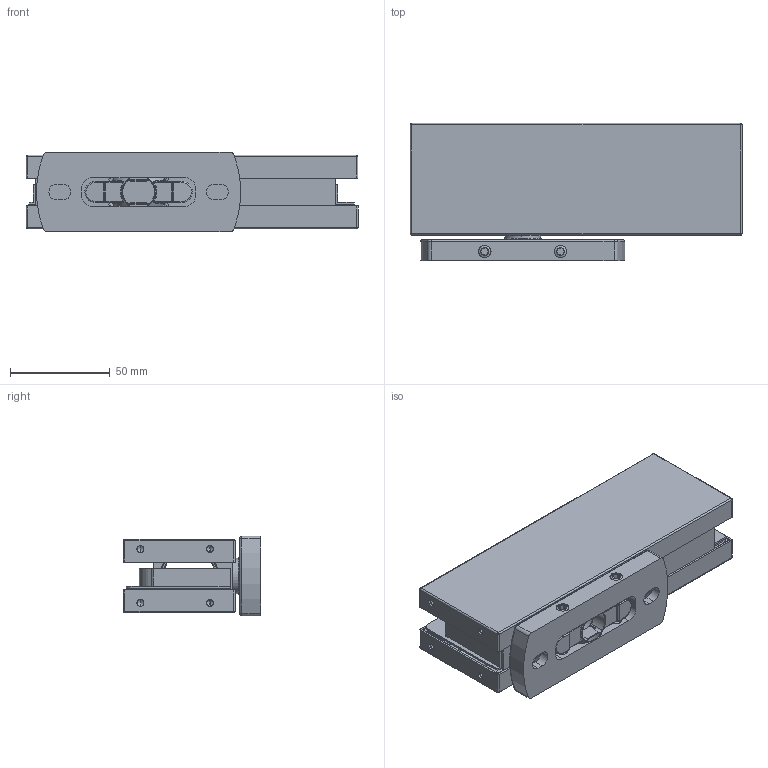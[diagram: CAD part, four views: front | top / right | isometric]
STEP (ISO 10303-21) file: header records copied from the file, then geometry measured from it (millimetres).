
FILE_DESCRIPTION(('STEP AP203'),'1');
FILE_NAME('101E10.step','2023-07-12T10:05:44',(' '),(' '),'Spatial InterOp 3D',' ',' ');
FILE_SCHEMA(('CONFIG_CONTROL_DESIGN'));
Length unit declared in the file: millimetre
Products named in the file (17): 1; 2; 3; 4; 5; 6; 7; 8; 9; 10; 11; 12; 13; 14; 15; 16; 17
Bounding box: 166.52 x 68.8 x 40 mm (x, y, z)
Volume: 220893.1 mm3; surface area: 161171.6 mm2
Topology: 17 solids, 17 shells, 824 faces, 2102 edges, 1277 vertices
Faces by surface type: cylinder 355, plane 235, cone 100, torus 48, bspline 46, sphere 40
Entity records: 29767 total; most frequent: CARTESIAN_POINT 8889, DIRECTION 4487, ORIENTED_EDGE 4096, EDGE_CURVE 2048, AXIS2_PLACEMENT_3D 1783, VERTEX_POINT 1277, CIRCLE 953, LINE 921
